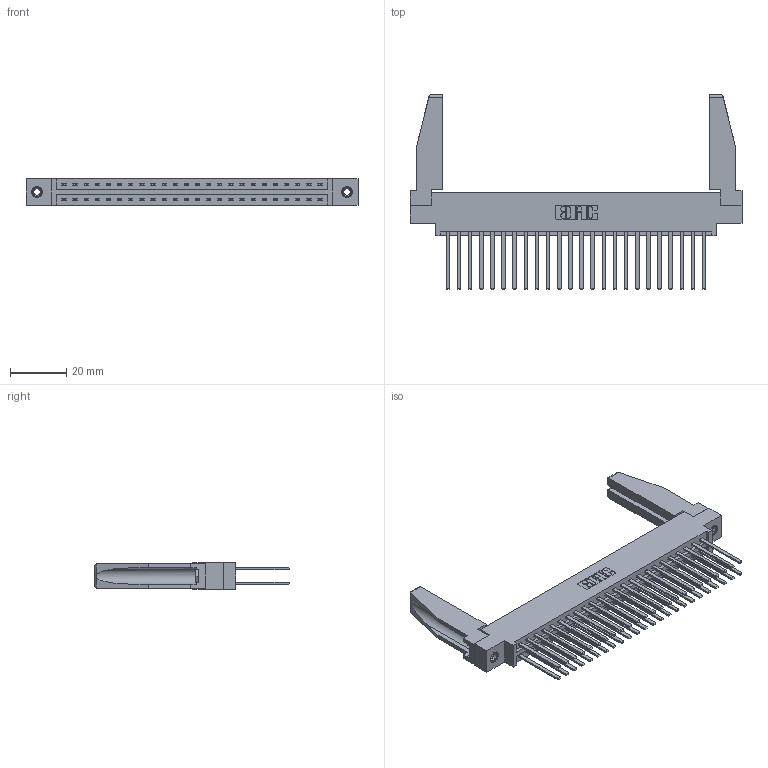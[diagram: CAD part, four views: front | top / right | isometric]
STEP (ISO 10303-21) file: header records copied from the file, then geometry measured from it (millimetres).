
FILE_DESCRIPTION (( 'STEP AP203' ), '1' );
FILE_NAME ('337-048-544-878.STEP', '2019-10-11T15:42:04', ( '' ), ( '' ), 'SwSTEP 2.0', 'SolidWorks 2016', '' );
FILE_SCHEMA (( 'CONFIG_CONTROL_DESIGN' ));
Length unit declared in the file: inch
Products named in the file (5): 307-220-078; 337-048-544-878; 337 Part_0.170 Offset - 0.156 Dia-TI; 345-292-001_345-293-144; 345-250-001_345-250-001-102
Assembly tree (53 placements, depth 2):
  337-048-544-878
    337 Part_0.170 Offset - 0.156 Dia-TI
    345-292-001_345-293-144  x48
    345-250-001_345-250-001-102  x2
    307-220-078  x2
Bounding box: 118.11 x 69.09 x 9.4 mm (x, y, z)
Volume: 16756.5 mm3; surface area: 20390.3 mm2
Topology: 53 solids, 53 shells, 2552 faces, 7517 edges, 4938 vertices
Faces by surface type: plane 1790, cylinder 746, cone 12, torus 4
Entity records: 23324 total; most frequent: CARTESIAN_POINT 3944, ORIENTED_EDGE 3836, DIRECTION 3390, EDGE_CURVE 1918, LINE 1756, VECTOR 1756, VERTEX_POINT 1272, AXIS2_PLACEMENT_3D 817
